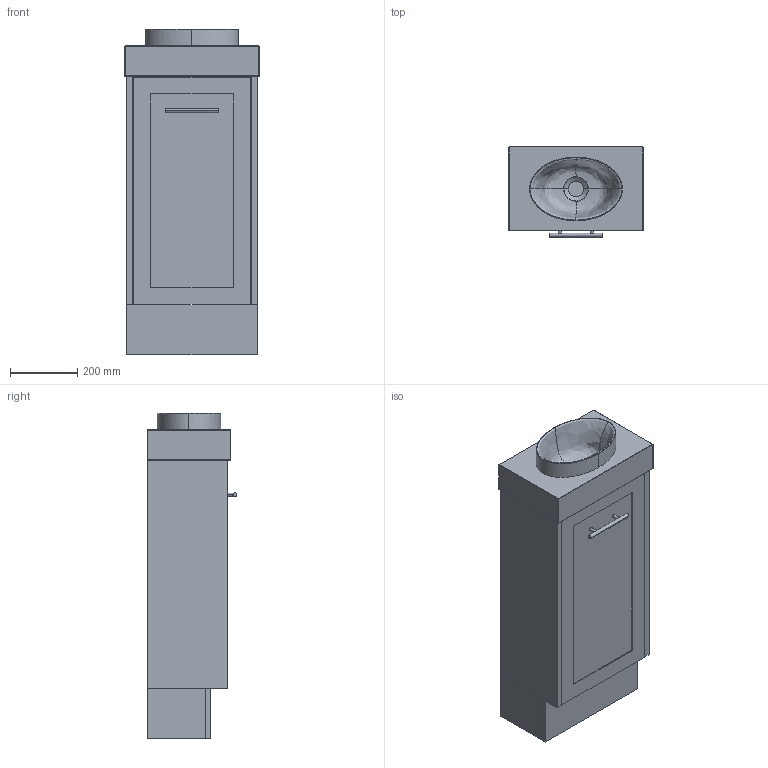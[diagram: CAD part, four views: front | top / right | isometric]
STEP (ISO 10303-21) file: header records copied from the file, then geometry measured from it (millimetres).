
FILE_DESCRIPTION(/* description */ (''),/* implementation_level */ '2;1');
FILE_NAME(/* name */ 'Kado Lux Mini (Floor Mount) 400C (90MM)',/* time_stamp */ '2025-07-09T15:00:14+10:00',/* author */ (''),/* organization */ (''),/* preprocessor_version */ 'ST-DEVELOPER v16.5',/* originating_system */ '',/* authorisation */ '');
FILE_SCHEMA (('AUTOMOTIVE_DESIGN'));
Length unit declared in the file: millimetre
Products named in the file (10): Document; Kado Lux Mini (Floor Mount) 400C (90MM); Kado Lux Mini Floor Mount ALL57; Kado Lux Mini FM 400 Carcass56; Kado Lux Mini FM 400 Carcass52; Cross Bar Handle 9623456789101112131415161718192021222324252627282930
3132333435363738394041424344454647484950; Kado Lux Mini Benchtop ALL (90MM); Kado Lux Mini Benchtop 400C (90MM)55; Joy54; Kado Lux Mini Benchtop 400C (90MM)
Assembly tree (9 placements, depth 5):
  Document
    Kado Lux Mini (Floor Mount) 400C (90MM)
      Kado Lux Mini Floor Mount ALL57
        Kado Lux Mini FM 400 Carcass56
          Kado Lux Mini FM 400 Carcass52
          Cross Bar Handle 9623456789101112131415161718192021222324252627282930
3132333435363738394041424344454647484950
      Kado Lux Mini Benchtop ALL (90MM)
        Kado Lux Mini Benchtop 400C (90MM)55
          Joy54
          Kado Lux Mini Benchtop 400C (90MM)
Bounding box: 400 x 268 x 969.98 mm (x, y, z)
Volume: 29704900.1 mm3; surface area: 2919281.5 mm2
Topology: 11 solids, 11 shells, 154 faces, 332 edges, 198 vertices
Faces by surface type: plane 74, bspline 62, cylinder 18
Entity records: 33005 total; most frequent: CARTESIAN_POINT 30408, ORIENTED_EDGE 656, EDGE_CURVE 328, B_SPLINE_CURVE_WITH_KNOTS 274, VERTEX_POINT 198, EDGE_LOOP 160, ADVANCED_FACE 154, FACE_OUTER_BOUND 154
